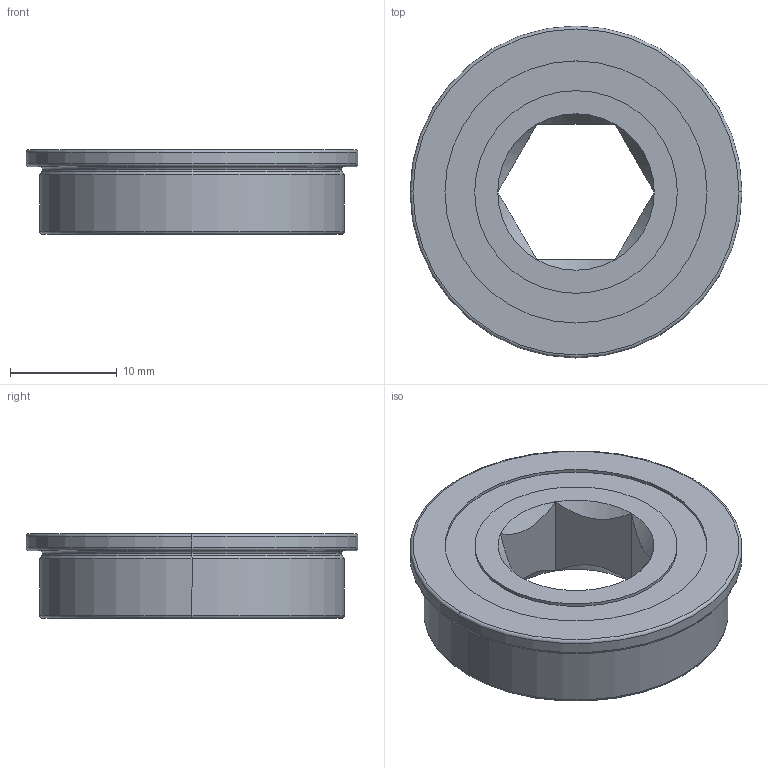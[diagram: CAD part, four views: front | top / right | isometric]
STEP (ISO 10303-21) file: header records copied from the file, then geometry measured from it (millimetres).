
FILE_DESCRIPTION (( 'STEP AP214' ), '1' );
FILE_NAME ('0.5in hex bearing.STEP', '2020-02-08T01:24:15', ( '' ), ( '' ), 'SwSTEP 2.0', 'SolidWorks 2018', '' );
FILE_SCHEMA (( 'AUTOMOTIVE_DESIGN' ));
Length unit declared in the file: millimetre
Products named in the file (1): 0.5in hex bearing
Bounding box: 31.12 x 31.12 x 7.94 mm (x, y, z)
Volume: 4017.3 mm3; surface area: 2343.1 mm2
Topology: 1 solids, 1 shells, 61 faces, 126 edges, 72 vertices
Faces by surface type: cone 26, plane 13, cylinder 12, torus 10
Entity records: 2101 total; most frequent: CARTESIAN_POINT 496, DIRECTION 284, ORIENTED_EDGE 252, AXIS2_PLACEMENT_3D 132, EDGE_CURVE 126, VERTEX_POINT 72, CIRCLE 70, EDGE_LOOP 68
